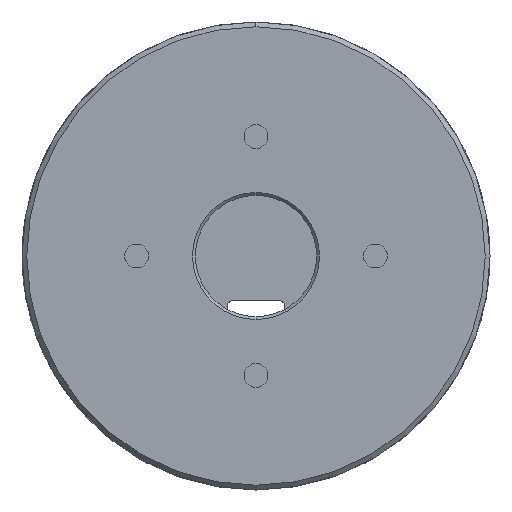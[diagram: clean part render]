
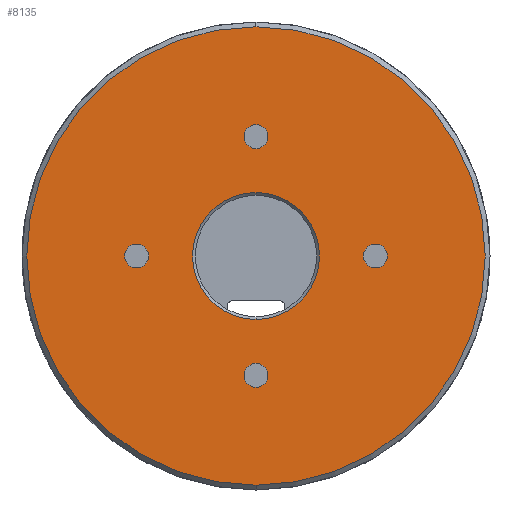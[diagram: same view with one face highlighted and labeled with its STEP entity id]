
A CAD part, left-side view. The second image highlights one B-rep face of the part: STEP entity #8135.
In plain terms, the highlighted planar face has unit normal (-1, 0, 0).
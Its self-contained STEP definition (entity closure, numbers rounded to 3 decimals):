
#2494 = AXIS2_PLACEMENT_3D ( 'NONE', #14216, #14209, #14195 ) ;
#2888 = CIRCLE ( 'NONE', #4661, 1.25 ) ;
#2889 = CIRCLE ( 'NONE', #4651, 6.65 ) ;
#2923 = CIRCLE ( 'NONE', #4691, 1.25 ) ;
#2936 = CIRCLE ( 'NONE', #4618, 1.25 ) ;
#2974 = CIRCLE ( 'NONE', #4700, 1.25 ) ;
#3127 = CIRCLE ( 'NONE', #4630, 1.25 ) ;
#3137 = CIRCLE ( 'NONE', #4597, 6.65 ) ;
#3192 = CIRCLE ( 'NONE', #4628, 1.25 ) ;
#3202 = CIRCLE ( 'NONE', #4613, 24. ) ;
#3587 = CIRCLE ( 'NONE', #4604, 1.25 ) ;
#3613 = CIRCLE ( 'NONE', #4601, 24. ) ;
#3632 = CIRCLE ( 'NONE', #4586, 1.25 ) ;
#3805 = EDGE_LOOP ( 'NONE', ( #10562, #10554 ) ) ;
#3829 = EDGE_LOOP ( 'NONE', ( #9437, #9477 ) ) ;
#3848 = EDGE_LOOP ( 'NONE', ( #10576, #10516 ) ) ;
#3860 = EDGE_LOOP ( 'NONE', ( #10578, #10567 ) ) ;
#3886 = EDGE_LOOP ( 'NONE', ( #10580, #10553 ) ) ;
#3894 = EDGE_LOOP ( 'NONE', ( #10583, #9449 ) ) ;
#4586 = AXIS2_PLACEMENT_3D ( 'NONE', #8536, #8531, #8537 ) ;
#4597 = AXIS2_PLACEMENT_3D ( 'NONE', #6458, #6426, #6468 ) ;
#4601 = AXIS2_PLACEMENT_3D ( 'NONE', #8583, #8581, #8564 ) ;
#4604 = AXIS2_PLACEMENT_3D ( 'NONE', #8559, #8546, #8568 ) ;
#4613 = AXIS2_PLACEMENT_3D ( 'NONE', #8477, #8482, #8495 ) ;
#4618 = AXIS2_PLACEMENT_3D ( 'NONE', #8596, #8616, #8592 ) ;
#4628 = AXIS2_PLACEMENT_3D ( 'NONE', #8486, #8480, #8472 ) ;
#4630 = AXIS2_PLACEMENT_3D ( 'NONE', #6397, #6414, #6443 ) ;
#4651 = AXIS2_PLACEMENT_3D ( 'NONE', #8590, #8645, #8660 ) ;
#4661 = AXIS2_PLACEMENT_3D ( 'NONE', #8640, #8665, #8634 ) ;
#4691 = AXIS2_PLACEMENT_3D ( 'NONE', #8644, #8654, #8633 ) ;
#4700 = AXIS2_PLACEMENT_3D ( 'NONE', #8852, #8893, #8882 ) ;
#6053 = EDGE_CURVE ( 'NONE', #16492, #16515, #3127, .T. ) ;
#6059 = EDGE_CURVE ( 'NONE', #16608, #16563, #3137, .T. ) ;
#6094 = EDGE_CURVE ( 'NONE', #16569, #16613, #3192, .T. ) ;
#6097 = EDGE_CURVE ( 'NONE', #16545, #16538, #3202, .T. ) ;
#6115 = EDGE_CURVE ( 'NONE', #16613, #16569, #3632, .T. ) ;
#6117 = EDGE_CURVE ( 'NONE', #16538, #16545, #3613, .T. ) ;
#6126 = EDGE_CURVE ( 'NONE', #16597, #16610, #3587, .T. ) ;
#6131 = EDGE_CURVE ( 'NONE', #16603, #16599, #2936, .T. ) ;
#6144 = EDGE_CURVE ( 'NONE', #16563, #16608, #2889, .T. ) ;
#6151 = EDGE_CURVE ( 'NONE', #16515, #16492, #2888, .T. ) ;
#6152 = EDGE_CURVE ( 'NONE', #16599, #16603, #2923, .T. ) ;
#6210 = EDGE_CURVE ( 'NONE', #16610, #16597, #2974, .T. ) ;
#6397 = CARTESIAN_POINT ( 'NONE',  ( 0., 12.5, 0. ) ) ;
#6414 = DIRECTION ( 'NONE',  ( -1., 0., 0. ) ) ;
#6426 = DIRECTION ( 'NONE',  ( -1., 0., 0. ) ) ;
#6443 = DIRECTION ( 'NONE',  ( 0., 0., 1. ) ) ;
#6458 = CARTESIAN_POINT ( 'NONE',  ( 0., 0., 0. ) ) ;
#6468 = DIRECTION ( 'NONE',  ( 0., 0., 1. ) ) ;
#7720 = FACE_BOUND ( 'NONE', #3805, .T. ) ;
#7725 = FACE_OUTER_BOUND ( 'NONE', #3886, .T. ) ;
#7738 = FACE_BOUND ( 'NONE', #3894, .T. ) ;
#7745 = FACE_BOUND ( 'NONE', #3829, .T. ) ;
#7746 = FACE_BOUND ( 'NONE', #3848, .T. ) ;
#7754 = FACE_BOUND ( 'NONE', #3860, .T. ) ;
#8135 = ADVANCED_FACE ( 'NONE', ( #7725, #7754, #7746, #7720, #7738, #7745 ), #14155, .F. ) ;
#8472 = DIRECTION ( 'NONE',  ( 0., 0., 1. ) ) ;
#8477 = CARTESIAN_POINT ( 'NONE',  ( 0., 0., 0. ) ) ;
#8480 = DIRECTION ( 'NONE',  ( -1., 0., 0. ) ) ;
#8482 = DIRECTION ( 'NONE',  ( 1., 0., 0. ) ) ;
#8486 = CARTESIAN_POINT ( 'NONE',  ( 0., 0., -12.5 ) ) ;
#8495 = DIRECTION ( 'NONE',  ( 0., 0., -1. ) ) ;
#8531 = DIRECTION ( 'NONE',  ( -1., 0., 0. ) ) ;
#8536 = CARTESIAN_POINT ( 'NONE',  ( 0., 0., -12.5 ) ) ;
#8537 = DIRECTION ( 'NONE',  ( 0., 0., 1. ) ) ;
#8546 = DIRECTION ( 'NONE',  ( -1., 0., 0. ) ) ;
#8559 = CARTESIAN_POINT ( 'NONE',  ( 0., 0., 12.5 ) ) ;
#8564 = DIRECTION ( 'NONE',  ( 0., 0., -1. ) ) ;
#8568 = DIRECTION ( 'NONE',  ( 0., 0., 1. ) ) ;
#8581 = DIRECTION ( 'NONE',  ( 1., 0., 0. ) ) ;
#8583 = CARTESIAN_POINT ( 'NONE',  ( 0., 0., 0. ) ) ;
#8590 = CARTESIAN_POINT ( 'NONE',  ( 0., 0., 0. ) ) ;
#8592 = DIRECTION ( 'NONE',  ( 0., 0., 1. ) ) ;
#8596 = CARTESIAN_POINT ( 'NONE',  ( 0., -12.5, 0. ) ) ;
#8616 = DIRECTION ( 'NONE',  ( -1., 0., 0. ) ) ;
#8633 = DIRECTION ( 'NONE',  ( 0., 0., 1. ) ) ;
#8634 = DIRECTION ( 'NONE',  ( 0., 0., 1. ) ) ;
#8640 = CARTESIAN_POINT ( 'NONE',  ( 0., 12.5, 0. ) ) ;
#8644 = CARTESIAN_POINT ( 'NONE',  ( 0., -12.5, 0. ) ) ;
#8645 = DIRECTION ( 'NONE',  ( -1., 0., 0. ) ) ;
#8654 = DIRECTION ( 'NONE',  ( -1., 0., 0. ) ) ;
#8660 = DIRECTION ( 'NONE',  ( 0., 0., 1. ) ) ;
#8665 = DIRECTION ( 'NONE',  ( -1., 0., 0. ) ) ;
#8852 = CARTESIAN_POINT ( 'NONE',  ( 0., 0., 12.5 ) ) ;
#8882 = DIRECTION ( 'NONE',  ( 0., 0., 1. ) ) ;
#8893 = DIRECTION ( 'NONE',  ( -1., 0., 0. ) ) ;
#9437 = ORIENTED_EDGE ( 'NONE', *, *, #6210, .F. ) ;
#9449 = ORIENTED_EDGE ( 'NONE', *, *, #6131, .F. ) ;
#9477 = ORIENTED_EDGE ( 'NONE', *, *, #6126, .F. ) ;
#10516 = ORIENTED_EDGE ( 'NONE', *, *, #6053, .F. ) ;
#10553 = ORIENTED_EDGE ( 'NONE', *, *, #6117, .F. ) ;
#10554 = ORIENTED_EDGE ( 'NONE', *, *, #6094, .F. ) ;
#10562 = ORIENTED_EDGE ( 'NONE', *, *, #6115, .F. ) ;
#10567 = ORIENTED_EDGE ( 'NONE', *, *, #6059, .F. ) ;
#10576 = ORIENTED_EDGE ( 'NONE', *, *, #6151, .F. ) ;
#10578 = ORIENTED_EDGE ( 'NONE', *, *, #6144, .F. ) ;
#10580 = ORIENTED_EDGE ( 'NONE', *, *, #6097, .F. ) ;
#10583 = ORIENTED_EDGE ( 'NONE', *, *, #6152, .F. ) ;
#14155 = PLANE ( 'NONE',  #2494 ) ;
#14195 = DIRECTION ( 'NONE',  ( 0., 0., -1. ) ) ;
#14209 = DIRECTION ( 'NONE',  ( 1., 0., 0. ) ) ;
#14216 = CARTESIAN_POINT ( 'NONE',  ( 0., 24.5, 0. ) ) ;
#15923 = CARTESIAN_POINT ( 'NONE',  ( 0., 12.5, 1.25 ) ) ;
#15960 = CARTESIAN_POINT ( 'NONE',  ( 0., 0., 24. ) ) ;
#15970 = CARTESIAN_POINT ( 'NONE',  ( 0., 0., -24. ) ) ;
#15977 = CARTESIAN_POINT ( 'NONE',  ( 0., 12.5, -1.25 ) ) ;
#15986 = CARTESIAN_POINT ( 'NONE',  ( 0., 0., -13.75 ) ) ;
#15989 = CARTESIAN_POINT ( 'NONE',  ( 0., 0., -11.25 ) ) ;
#15997 = CARTESIAN_POINT ( 'NONE',  ( 0., -12.5, -1.25 ) ) ;
#15998 = CARTESIAN_POINT ( 'NONE',  ( 0., 0., 6.65 ) ) ;
#16021 = CARTESIAN_POINT ( 'NONE',  ( 0., 0., 11.25 ) ) ;
#16022 = CARTESIAN_POINT ( 'NONE',  ( 0., -12.5, 1.25 ) ) ;
#16036 = CARTESIAN_POINT ( 'NONE',  ( 0., 0., -6.65 ) ) ;
#16038 = CARTESIAN_POINT ( 'NONE',  ( 0., 0., 13.75 ) ) ;
#16492 = VERTEX_POINT ( 'NONE', #15977 ) ;
#16515 = VERTEX_POINT ( 'NONE', #15923 ) ;
#16538 = VERTEX_POINT ( 'NONE', #15960 ) ;
#16545 = VERTEX_POINT ( 'NONE', #15970 ) ;
#16563 = VERTEX_POINT ( 'NONE', #15998 ) ;
#16569 = VERTEX_POINT ( 'NONE', #15986 ) ;
#16597 = VERTEX_POINT ( 'NONE', #16021 ) ;
#16599 = VERTEX_POINT ( 'NONE', #16022 ) ;
#16603 = VERTEX_POINT ( 'NONE', #15997 ) ;
#16608 = VERTEX_POINT ( 'NONE', #16036 ) ;
#16610 = VERTEX_POINT ( 'NONE', #16038 ) ;
#16613 = VERTEX_POINT ( 'NONE', #15989 ) ;
